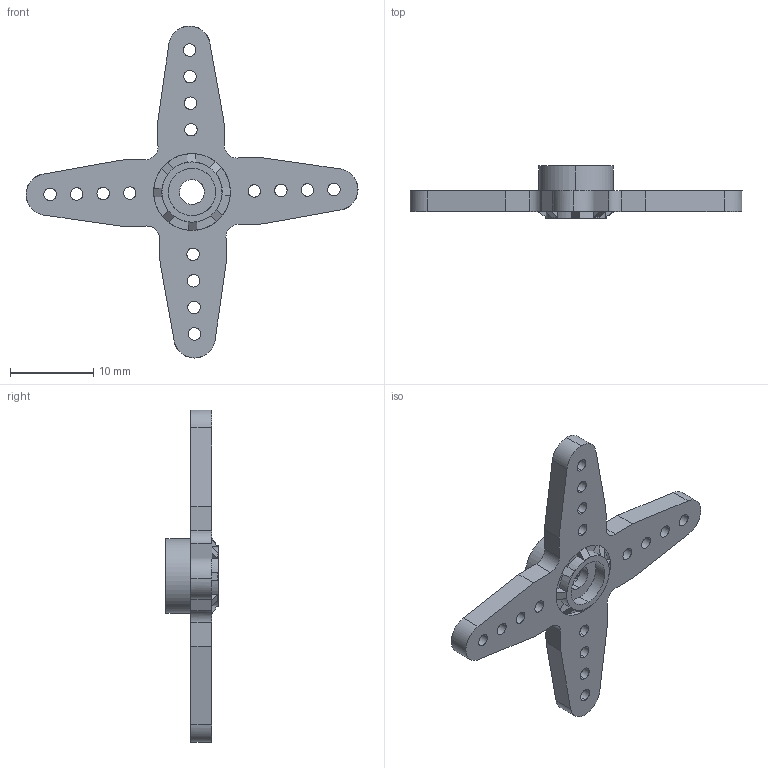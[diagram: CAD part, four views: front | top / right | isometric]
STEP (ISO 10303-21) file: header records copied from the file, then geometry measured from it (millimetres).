
FILE_DESCRIPTION (( 'STEP AP203' ), '1' );
FILE_NAME ('arm_4pad.iges_Predeterminado_sldprt.STEP', '2025-03-05T21:44:37', ( '' ), ( '' ), 'SwSTEP 2.0', 'SolidWorks 2025', '' );
FILE_SCHEMA (( 'CONFIG_CONTROL_DESIGN' ));
Length unit declared in the file: millimetre
Products named in the file (1): arm_4pad.iges_Predeterminado_sldprt
Bounding box: 39.99 x 6.3 x 39.99 mm (x, y, z)
Volume: 1213.8 mm3; surface area: 1701.4 mm2
Topology: 1 solids, 1 shells, 184 faces, 574 edges, 396 vertices
Faces by surface type: plane 104, cylinder 80
Entity records: 7873 total; most frequent: CARTESIAN_POINT 3733, ORIENTED_EDGE 1148, EDGE_CURVE 574, B_SPLINE_CURVE_WITH_KNOTS 574, VERTEX_POINT 396, DIRECTION 370, EDGE_LOOP 222, AXIS2_PLACEMENT_3D 185
